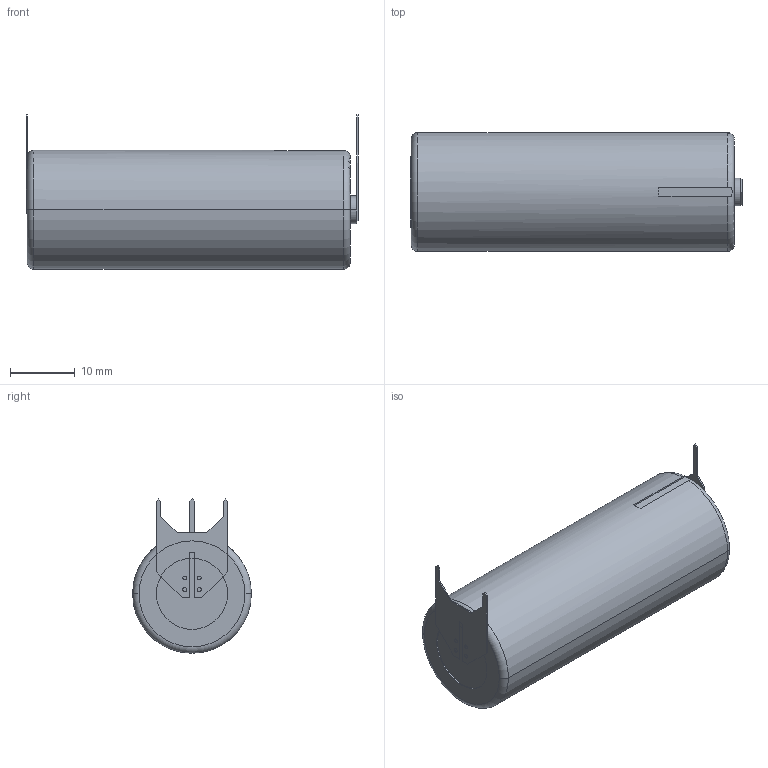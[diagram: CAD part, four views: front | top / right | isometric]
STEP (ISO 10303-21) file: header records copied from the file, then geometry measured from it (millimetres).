
FILE_DESCRIPTION(('FreeCAD Model'),'2;1');
FILE_NAME('Open CASCADE Shape Model','2024-05-22T23:44:43',( 'kicad StepUp'),('ksu MCAD'),'Open CASCADE STEP processor 7.6', 'FreeCAD','Unknown');
FILE_SCHEMA(('AUTOMOTIVE_DESIGN { 1 0 10303 214 1 1 1 1 }'));
Length unit declared in the file: millimetre
Products named in the file (1): Battery_Asize_3pin
Bounding box: 51.1 x 18.3 x 23.78 mm (x, y, z)
Volume: 13067.8 mm3; surface area: 3663.8 mm2
Topology: 3 solids, 3 shells, 77 faces, 179 edges, 118 vertices
Faces by surface type: plane 51, cylinder 22, torus 4
Entity records: 2242 total; most frequent: CARTESIAN_POINT 392, DIRECTION 386, ORIENTED_EDGE 358, EDGE_CURVE 179, AXIS2_PLACEMENT_3D 132, LINE 122, VECTOR 122, VERTEX_POINT 118
